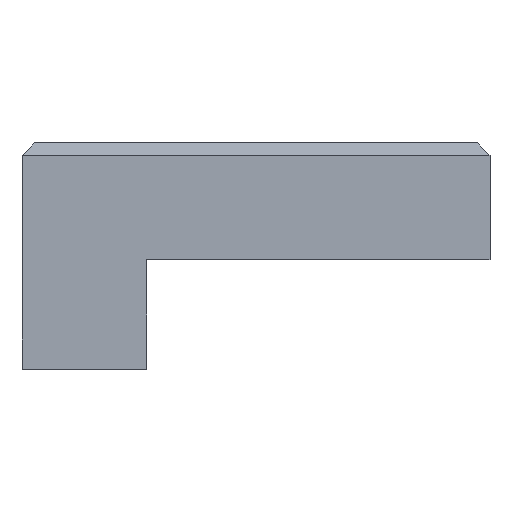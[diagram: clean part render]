
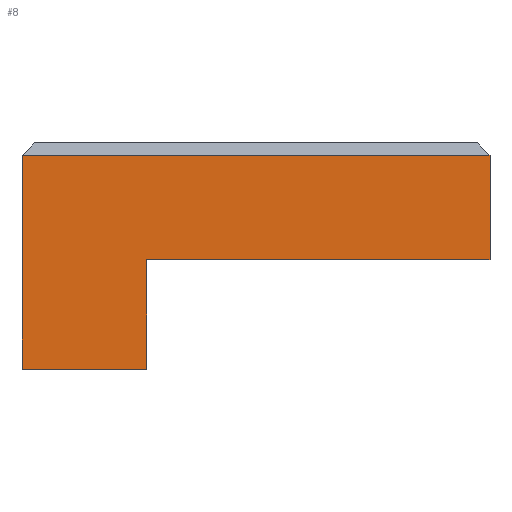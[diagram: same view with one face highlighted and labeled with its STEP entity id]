
A CAD part, left-side view. The second image highlights one B-rep face of the part: STEP entity #8.
In plain terms, the highlighted planar face has unit normal (-1, 0, 0).
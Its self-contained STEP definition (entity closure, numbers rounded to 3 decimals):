
#4 = ORIENTED_EDGE ( 'NONE', *, *, #54, .T. ) ;
#8 = ADVANCED_FACE ( 'NONE', ( #533 ), #107, .T. ) ;
#13 = LINE ( 'NONE', #841, #538 ) ;
#41 = VERTEX_POINT ( 'NONE', #869 ) ;
#48 = DIRECTION ( 'NONE',  ( 0., 0., 1. ) ) ;
#49 = DIRECTION ( 'NONE',  ( 0., 1., 0. ) ) ;
#54 = EDGE_CURVE ( 'NONE', #82, #551, #243, .T. ) ;
#79 = EDGE_LOOP ( 'NONE', ( #393, #800, #468, #186, #605, #4 ) ) ;
#82 = VERTEX_POINT ( 'NONE', #528 ) ;
#98 = CARTESIAN_POINT ( 'NONE',  ( 0., 0., 7.25 ) ) ;
#107 = PLANE ( 'NONE',  #864 ) ;
#121 = VECTOR ( 'NONE', #431, 1000. ) ;
#122 = EDGE_CURVE ( 'NONE', #439, #571, #169, .T. ) ;
#143 = EDGE_CURVE ( 'NONE', #41, #554, #526, .T. ) ;
#169 = LINE ( 'NONE', #238, #834 ) ;
#182 = CARTESIAN_POINT ( 'NONE',  ( 0., 7.5, 3.75 ) ) ;
#186 = ORIENTED_EDGE ( 'NONE', *, *, #122, .T. ) ;
#187 = DIRECTION ( 'NONE',  ( 0., -1., 0. ) ) ;
#206 = CARTESIAN_POINT ( 'NONE',  ( 0., 0., 7.25 ) ) ;
#238 = CARTESIAN_POINT ( 'NONE',  ( 0., 7.5, 7.25 ) ) ;
#243 = LINE ( 'NONE', #182, #547 ) ;
#301 = CARTESIAN_POINT ( 'NONE',  ( 0., 4., 7.25 ) ) ;
#385 = LINE ( 'NONE', #663, #613 ) ;
#393 = ORIENTED_EDGE ( 'NONE', *, *, #503, .T. ) ;
#431 = DIRECTION ( 'NONE',  ( 0., 0., -1. ) ) ;
#439 = VERTEX_POINT ( 'NONE', #98 ) ;
#443 = DIRECTION ( 'NONE',  ( 0., 0., -1. ) ) ;
#456 = CARTESIAN_POINT ( 'NONE',  ( 0., 0., 0.4 ) ) ;
#463 = CARTESIAN_POINT ( 'NONE',  ( 0., 7.5, 0.4 ) ) ;
#468 = ORIENTED_EDGE ( 'NONE', *, *, #813, .F. ) ;
#503 = EDGE_CURVE ( 'NONE', #551, #41, #13, .T. ) ;
#526 = LINE ( 'NONE', #463, #679 ) ;
#528 = CARTESIAN_POINT ( 'NONE',  ( 0., 4., 3.75 ) ) ;
#533 = FACE_OUTER_BOUND ( 'NONE', #79, .T. ) ;
#538 = VECTOR ( 'NONE', #769, 1000. ) ;
#547 = VECTOR ( 'NONE', #49, 1000. ) ;
#551 = VERTEX_POINT ( 'NONE', #854 ) ;
#554 = VERTEX_POINT ( 'NONE', #456 ) ;
#571 = VERTEX_POINT ( 'NONE', #301 ) ;
#600 = DIRECTION ( 'NONE',  ( -1., 0., 0. ) ) ;
#605 = ORIENTED_EDGE ( 'NONE', *, *, #629, .F. ) ;
#613 = VECTOR ( 'NONE', #48, 1000. ) ;
#629 = EDGE_CURVE ( 'NONE', #82, #571, #385, .T. ) ;
#663 = CARTESIAN_POINT ( 'NONE',  ( 0., 4., 3.75 ) ) ;
#679 = VECTOR ( 'NONE', #187, 1000. ) ;
#732 = CARTESIAN_POINT ( 'NONE',  ( 0., 7.5, 7.25 ) ) ;
#769 = DIRECTION ( 'NONE',  ( 0., 0., -1. ) ) ;
#772 = LINE ( 'NONE', #206, #121 ) ;
#800 = ORIENTED_EDGE ( 'NONE', *, *, #143, .T. ) ;
#813 = EDGE_CURVE ( 'NONE', #439, #554, #772, .T. ) ;
#834 = VECTOR ( 'NONE', #862, 1000. ) ;
#841 = CARTESIAN_POINT ( 'NONE',  ( 0., 15., 7.25 ) ) ;
#854 = CARTESIAN_POINT ( 'NONE',  ( 0., 15., 3.75 ) ) ;
#862 = DIRECTION ( 'NONE',  ( 0., 1., 0. ) ) ;
#864 = AXIS2_PLACEMENT_3D ( 'NONE', #732, #600, #443 ) ;
#869 = CARTESIAN_POINT ( 'NONE',  ( 0., 15., 0.4 ) ) ;
